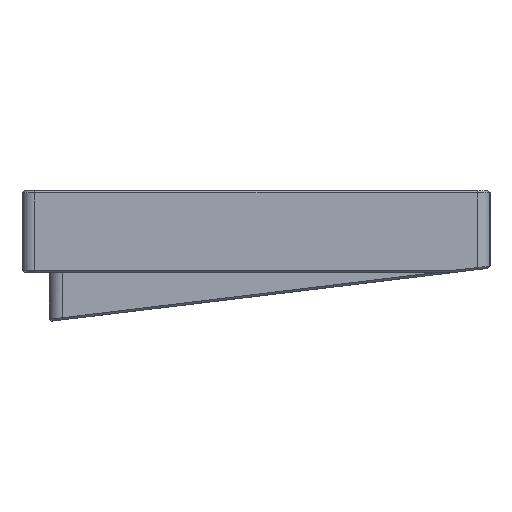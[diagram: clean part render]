
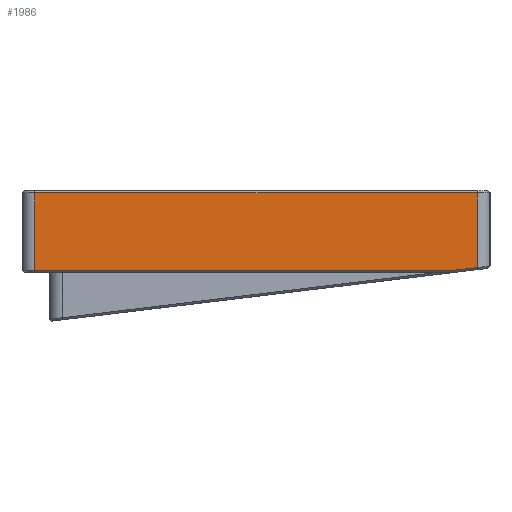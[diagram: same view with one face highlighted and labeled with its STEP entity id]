
A CAD part, left-side view. The second image highlights one B-rep face of the part: STEP entity #1986.
In plain terms, the highlighted planar face has unit normal (-1, 0, 0).
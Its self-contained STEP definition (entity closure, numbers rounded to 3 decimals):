
#82=PLANE('',#2181);
#165=FACE_OUTER_BOUND('',#282,.T.);
#282=EDGE_LOOP('',(#1571,#1572,#1573,#1574,#1575,#1576));
#413=LINE('',#3097,#606);
#450=LINE('',#3197,#643);
#451=LINE('',#3201,#644);
#452=LINE('',#3203,#645);
#453=LINE('',#3205,#646);
#454=LINE('',#3206,#647);
#606=VECTOR('',#2494,10.);
#643=VECTOR('',#2591,10.);
#644=VECTOR('',#2596,10.);
#645=VECTOR('',#2597,10.);
#646=VECTOR('',#2598,10.);
#647=VECTOR('',#2599,10.);
#909=VERTEX_POINT('',#3094);
#910=VERTEX_POINT('',#3096);
#943=VERTEX_POINT('',#3196);
#944=VERTEX_POINT('',#3200);
#945=VERTEX_POINT('',#3202);
#946=VERTEX_POINT('',#3204);
#1123=EDGE_CURVE('',#909,#910,#413,.T.);
#1173=EDGE_CURVE('',#910,#943,#450,.T.);
#1175=EDGE_CURVE('',#944,#909,#451,.T.);
#1176=EDGE_CURVE('',#945,#944,#452,.T.);
#1177=EDGE_CURVE('',#946,#945,#453,.T.);
#1178=EDGE_CURVE('',#943,#946,#454,.T.);
#1571=ORIENTED_EDGE('',*,*,#1123,.F.);
#1572=ORIENTED_EDGE('',*,*,#1175,.F.);
#1573=ORIENTED_EDGE('',*,*,#1176,.F.);
#1574=ORIENTED_EDGE('',*,*,#1177,.F.);
#1575=ORIENTED_EDGE('',*,*,#1178,.F.);
#1576=ORIENTED_EDGE('',*,*,#1173,.F.);
#1986=ADVANCED_FACE('',(#165),#82,.F.);
#2181=AXIS2_PLACEMENT_3D('',#3199,#2594,#2595);
#2494=DIRECTION('',(0.,1.,0.));
#2591=DIRECTION('',(0.,0.,1.));
#2594=DIRECTION('center_axis',(1.,0.,0.));
#2595=DIRECTION('ref_axis',(0.,0.,-1.));
#2596=DIRECTION('',(0.,0.993,-0.12));
#2597=DIRECTION('',(0.,0.993,-0.12));
#2598=DIRECTION('',(0.,0.,-1.));
#2599=DIRECTION('',(0.,-1.,0.));
#3094=CARTESIAN_POINT('',(-146.85,-46.575,11.347));
#3096=CARTESIAN_POINT('',(-146.85,52.6,11.347));
#3097=CARTESIAN_POINT('',(-146.85,-130.957,11.347));
#3196=CARTESIAN_POINT('',(-146.85,52.6,29.647));
#3197=CARTESIAN_POINT('',(-146.85,52.6,7.536));
#3199=CARTESIAN_POINT('Origin',(-146.85,0.,-0.002));
#3200=CARTESIAN_POINT('',(-146.85,-52.04,12.008));
#3201=CARTESIAN_POINT('',(-146.85,21.796,3.073));
#3202=CARTESIAN_POINT('',(-146.85,-52.1,12.015));
#3203=CARTESIAN_POINT('',(-146.85,-52.1,12.015));
#3204=CARTESIAN_POINT('',(-146.85,-52.1,29.647));
#3205=CARTESIAN_POINT('',(-146.85,-52.1,10.431));
#3206=CARTESIAN_POINT('',(-146.85,-25.8,29.647));
